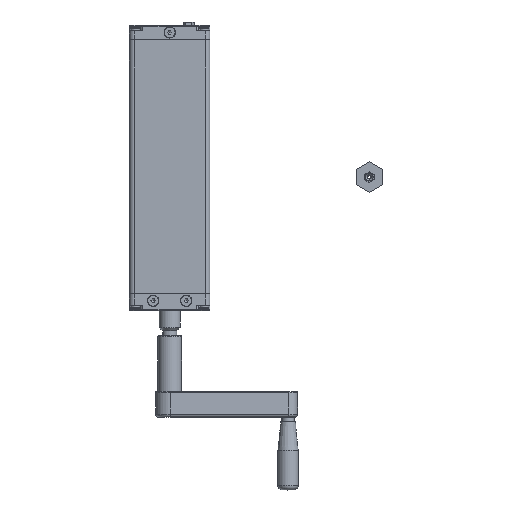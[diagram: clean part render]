
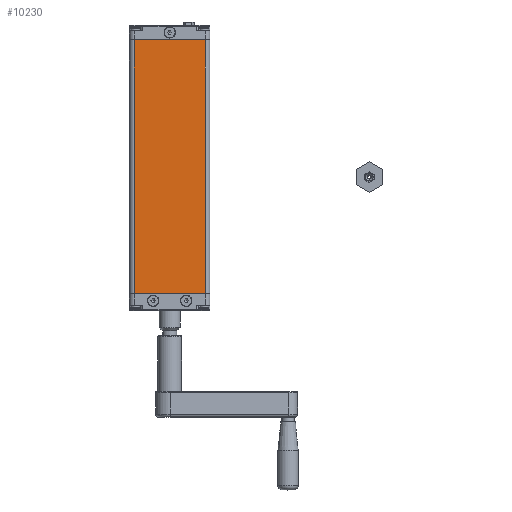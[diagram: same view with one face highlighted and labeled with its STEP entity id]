
A CAD part, top view. The second image highlights one B-rep face of the part: STEP entity #10230.
In plain terms, the highlighted planar face has unit normal (0, 0, 1).
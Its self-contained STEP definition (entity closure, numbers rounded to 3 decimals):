
#1418=FACE_OUTER_BOUND('',#2045,.T.);
#2045=EDGE_LOOP('',(#6912,#6913,#6914,#6915));
#2773=LINE('',#16140,#3529);
#2774=LINE('',#16144,#3530);
#2775=LINE('',#16149,#3531);
#2776=LINE('',#16153,#3532);
#3529=VECTOR('',#12892,267.5);
#3530=VECTOR('',#12897,267.5);
#3531=VECTOR('',#12906,75.);
#3532=VECTOR('',#12913,75.);
#4303=VERTEX_POINT('',#16129);
#4304=VERTEX_POINT('',#16135);
#4305=VERTEX_POINT('',#16139);
#4306=VERTEX_POINT('',#16143);
#5260=EDGE_CURVE('',#4303,#4305,#2773,.T.);
#5262=EDGE_CURVE('',#4304,#4306,#2774,.F.);
#5265=EDGE_CURVE('',#4306,#4303,#2775,.F.);
#5267=EDGE_CURVE('',#4305,#4304,#2776,.T.);
#6912=ORIENTED_EDGE('',*,*,#5262,.F.);
#6913=ORIENTED_EDGE('',*,*,#5267,.F.);
#6914=ORIENTED_EDGE('',*,*,#5260,.F.);
#6915=ORIENTED_EDGE('',*,*,#5265,.F.);
#9459=PLANE('',#11385);
#10230=ADVANCED_FACE('',(#1418),#9459,.T.);
#11385=AXIS2_PLACEMENT_3D('',#16154,#12914,#12915);
#12892=DIRECTION('',(0.,-1.,0.));
#12897=DIRECTION('',(0.,-1.,0.));
#12906=DIRECTION('',(-1.,0.,0.));
#12913=DIRECTION('',(-1.,0.,0.));
#12914=DIRECTION('center_axis',(0.,0.,1.));
#12915=DIRECTION('ref_axis',(1.,0.,0.));
#16129=CARTESIAN_POINT('',(37.5,268.,17.5));
#16135=CARTESIAN_POINT('',(-37.5,0.5,17.5));
#16139=CARTESIAN_POINT('',(37.5,0.5,17.5));
#16140=CARTESIAN_POINT('',(37.5,268.,17.5));
#16143=CARTESIAN_POINT('',(-37.5,268.,17.5));
#16144=CARTESIAN_POINT('',(-37.5,268.,17.5));
#16149=CARTESIAN_POINT('',(37.5,268.,17.5));
#16153=CARTESIAN_POINT('',(37.5,0.5,17.5));
#16154=CARTESIAN_POINT('Origin',(42.5,268.5,17.5));
